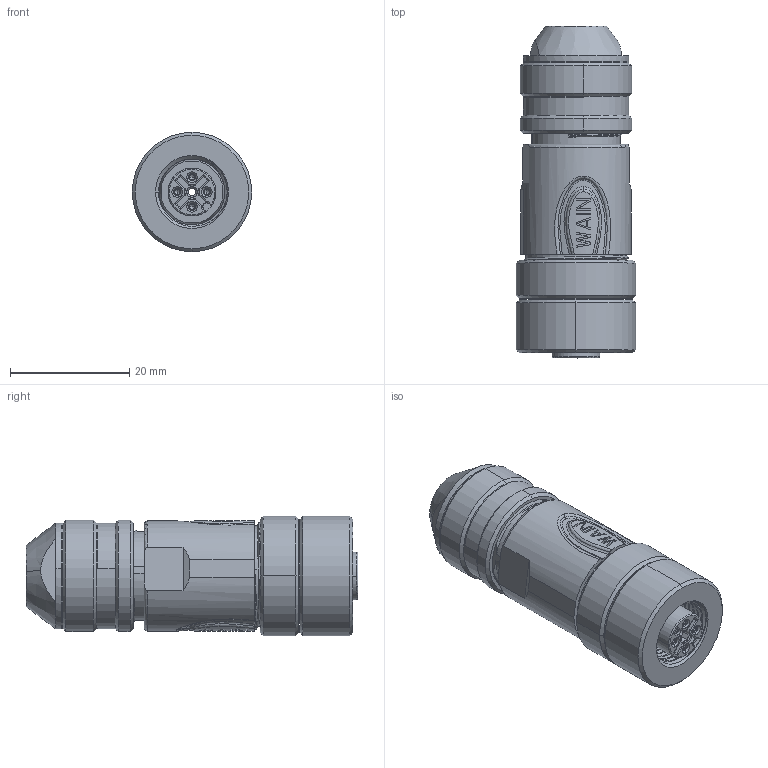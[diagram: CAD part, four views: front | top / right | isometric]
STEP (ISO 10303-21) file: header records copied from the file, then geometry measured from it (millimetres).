
FILE_DESCRIPTION((''),'2;1');
FILE_NAME('PRT0004','2017-07-21T',('y.wang'),(''),'PRO/ENGINEER BY PARAMETRIC TECHNOLOGY CORPORATION, 2012480','PRO/ENGINEER BY PARAMETRIC TECHNOLOGY CORPORATION, 2012480','');
FILE_SCHEMA(('CONFIG_CONTROL_DESIGN'));
Products named in the file (1): PRT0004
Bounding box: 20.06 x 55.78 x 20.06 mm (x, y, z)
Volume: 8815.2 mm3; surface area: 11467.5 mm2
Topology: 1 solids, 1 shells, 1012 faces, 3010 edges, 1991 vertices
Faces by surface type: plane 355, cylinder 273, bspline 147, cone 146, extrusion 49, torus 40, sphere 2
Entity records: 55352 total; most frequent: CARTESIAN_POINT 30366, ORIENTED_EDGE 6000, DIRECTION 4128, EDGE_CURVE 3000, VERTEX_POINT 1991, AXIS2_PLACEMENT_3D 1534, B_SPLINE_CURVE_WITH_KNOTS 1320, EDGE_LOOP 1085
